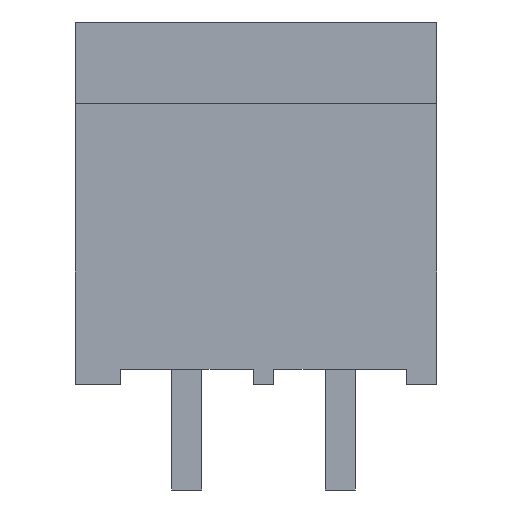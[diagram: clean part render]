
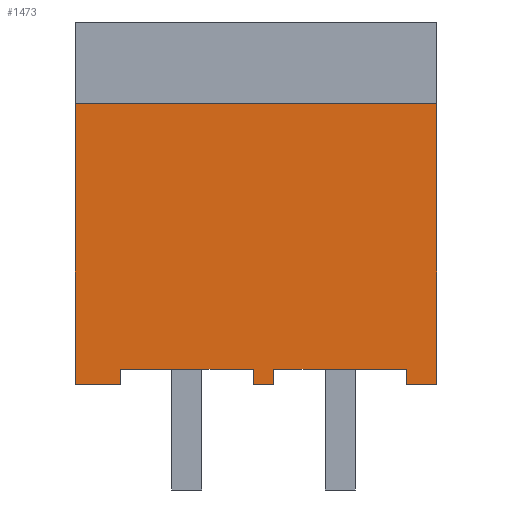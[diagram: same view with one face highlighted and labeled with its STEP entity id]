
A CAD part, front view. The second image highlights one B-rep face of the part: STEP entity #1473.
In plain terms, the highlighted planar face has unit normal (0, -1, 0).
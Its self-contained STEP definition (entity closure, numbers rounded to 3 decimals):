
#25=DIRECTION('',(0.,0.,-1.));
#26=VECTOR('',#25,9.3);
#27=CARTESIAN_POINT('',(-5.99,-3.8,-2.7));
#28=LINE('',#27,#26);
#377=DIRECTION('',(0.,0.,1.));
#378=VECTOR('',#377,0.5);
#379=CARTESIAN_POINT('',(-4.49,-3.8,-12.));
#380=LINE('',#379,#378);
#381=DIRECTION('',(1.,0.,0.));
#382=VECTOR('',#381,11.98);
#383=CARTESIAN_POINT('',(-5.99,-3.8,-2.7));
#384=LINE('',#383,#382);
#385=DIRECTION('',(0.,0.,1.));
#386=VECTOR('',#385,0.5);
#387=CARTESIAN_POINT('',(4.99,-3.8,-12.));
#388=LINE('',#387,#386);
#389=DIRECTION('',(1.,0.,0.));
#390=VECTOR('',#389,4.4);
#391=CARTESIAN_POINT('',(0.59,-3.8,-11.5));
#392=LINE('',#391,#390);
#393=DIRECTION('',(0.,0.,1.));
#394=VECTOR('',#393,0.5);
#395=CARTESIAN_POINT('',(0.59,-3.8,-12.));
#396=LINE('',#395,#394);
#397=DIRECTION('',(0.,0.,1.));
#398=VECTOR('',#397,0.5);
#399=CARTESIAN_POINT('',(-0.09,-3.8,-12.));
#400=LINE('',#399,#398);
#401=DIRECTION('',(1.,0.,0.));
#402=VECTOR('',#401,4.4);
#403=CARTESIAN_POINT('',(-4.49,-3.8,-11.5));
#404=LINE('',#403,#402);
#409=DIRECTION('',(1.,0.,0.));
#410=VECTOR('',#409,1.);
#411=CARTESIAN_POINT('',(4.99,-3.8,-12.));
#412=LINE('',#411,#410);
#417=DIRECTION('',(1.,0.,0.));
#418=VECTOR('',#417,1.5);
#419=CARTESIAN_POINT('',(-5.99,-3.8,-12.));
#420=LINE('',#419,#418);
#425=DIRECTION('',(1.,0.,0.));
#426=VECTOR('',#425,0.68);
#427=CARTESIAN_POINT('',(-0.09,-3.8,-12.));
#428=LINE('',#427,#426);
#513=DIRECTION('',(0.,0.,-1.));
#514=VECTOR('',#513,9.3);
#515=CARTESIAN_POINT('',(5.99,-3.8,-2.7));
#516=LINE('',#515,#514);
#735=CARTESIAN_POINT('',(-5.99,-3.8,-2.7));
#736=VERTEX_POINT('',#735);
#737=CARTESIAN_POINT('',(-5.99,-3.8,-12.));
#738=VERTEX_POINT('',#737);
#753=CARTESIAN_POINT('',(5.99,-3.8,-2.7));
#754=VERTEX_POINT('',#753);
#755=CARTESIAN_POINT('',(5.99,-3.8,-12.));
#756=VERTEX_POINT('',#755);
#781=CARTESIAN_POINT('',(0.59,-3.8,-12.));
#782=CARTESIAN_POINT('',(0.59,-3.8,-11.5));
#783=VERTEX_POINT('',#781);
#784=VERTEX_POINT('',#782);
#785=CARTESIAN_POINT('',(4.99,-3.8,-11.5));
#786=VERTEX_POINT('',#785);
#787=CARTESIAN_POINT('',(4.99,-3.8,-12.));
#788=VERTEX_POINT('',#787);
#797=CARTESIAN_POINT('',(-4.49,-3.8,-12.));
#798=CARTESIAN_POINT('',(-4.49,-3.8,-11.5));
#799=VERTEX_POINT('',#797);
#800=VERTEX_POINT('',#798);
#801=CARTESIAN_POINT('',(-0.09,-3.8,-11.5));
#802=VERTEX_POINT('',#801);
#803=CARTESIAN_POINT('',(-0.09,-3.8,-12.));
#804=VERTEX_POINT('',#803);
#1444=CARTESIAN_POINT('',(-5.99,-3.8,-2.7));
#1445=DIRECTION('',(0.,-1.,0.));
#1446=DIRECTION('',(0.,0.,-1.));
#1447=AXIS2_PLACEMENT_3D('',#1444,#1445,#1446);
#1448=PLANE('',#1447);
#1449=ORIENTED_EDGE('',*,*,#1434,.F.);
#1451=ORIENTED_EDGE('',*,*,#1450,.F.);
#1452=ORIENTED_EDGE('',*,*,#968,.F.);
#1454=ORIENTED_EDGE('',*,*,#1453,.T.);
#1456=ORIENTED_EDGE('',*,*,#1455,.T.);
#1458=ORIENTED_EDGE('',*,*,#1457,.F.);
#1460=ORIENTED_EDGE('',*,*,#1459,.T.);
#1462=ORIENTED_EDGE('',*,*,#1461,.F.);
#1464=ORIENTED_EDGE('',*,*,#1463,.F.);
#1466=ORIENTED_EDGE('',*,*,#1465,.F.);
#1468=ORIENTED_EDGE('',*,*,#1467,.T.);
#1470=ORIENTED_EDGE('',*,*,#1469,.F.);
#1471=EDGE_LOOP('',(#1449,#1451,#1452,#1454,#1456,#1458,#1460,#1462,#1464,#1466,
#1468,#1470));
#1472=FACE_OUTER_BOUND('',#1471,.F.);
#968=EDGE_CURVE('',#736,#738,#28,.T.);
#1434=EDGE_CURVE('',#799,#800,#380,.T.);
#1450=EDGE_CURVE('',#738,#799,#420,.T.);
#1453=EDGE_CURVE('',#736,#754,#384,.T.);
#1455=EDGE_CURVE('',#754,#756,#516,.T.);
#1457=EDGE_CURVE('',#788,#756,#412,.T.);
#1459=EDGE_CURVE('',#788,#786,#388,.T.);
#1461=EDGE_CURVE('',#784,#786,#392,.T.);
#1463=EDGE_CURVE('',#783,#784,#396,.T.);
#1465=EDGE_CURVE('',#804,#783,#428,.T.);
#1467=EDGE_CURVE('',#804,#802,#400,.T.);
#1469=EDGE_CURVE('',#800,#802,#404,.T.);
#1473=ADVANCED_FACE('',(#1472),#1448,.T.);
